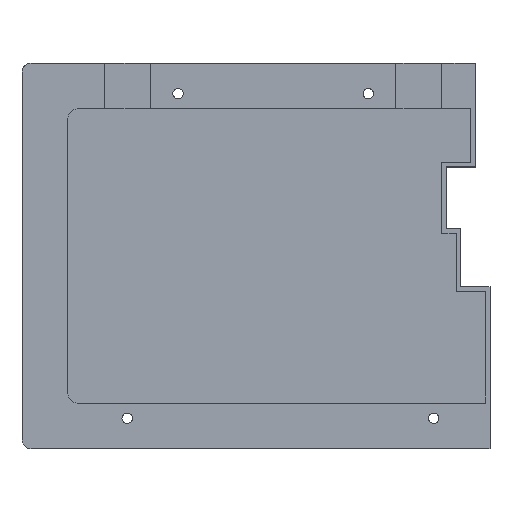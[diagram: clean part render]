
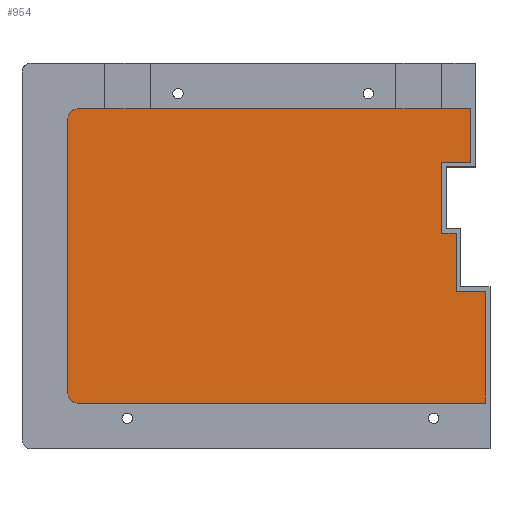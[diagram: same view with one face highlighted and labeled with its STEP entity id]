
A CAD part, top view. The second image highlights one B-rep face of the part: STEP entity #954.
In plain terms, the highlighted planar face has unit normal (0, 0, 1).
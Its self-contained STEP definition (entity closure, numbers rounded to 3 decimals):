
#77=CIRCLE('',#1051,3.);
#78=CIRCLE('',#1052,3.);
#108=FACE_OUTER_BOUND('',#170,.T.);
#170=EDGE_LOOP('',(#755,#756,#757,#758,#759,#760,#761,#762,#763,#764,#765,
#766));
#262=LINE('',#1539,#362);
#263=LINE('',#1541,#363);
#264=LINE('',#1543,#364);
#265=LINE('',#1545,#365);
#266=LINE('',#1547,#366);
#267=LINE('',#1549,#367);
#268=LINE('',#1551,#368);
#269=LINE('',#1553,#369);
#270=LINE('',#1555,#370);
#271=LINE('',#1559,#371);
#362=VECTOR('',#1256,10.);
#363=VECTOR('',#1257,10.);
#364=VECTOR('',#1258,10.);
#365=VECTOR('',#1259,10.);
#366=VECTOR('',#1260,10.);
#367=VECTOR('',#1261,10.);
#368=VECTOR('',#1262,10.);
#369=VECTOR('',#1263,10.);
#370=VECTOR('',#1264,10.);
#371=VECTOR('',#1267,10.);
#469=VERTEX_POINT('',#1537);
#470=VERTEX_POINT('',#1538);
#471=VERTEX_POINT('',#1540);
#472=VERTEX_POINT('',#1542);
#473=VERTEX_POINT('',#1544);
#474=VERTEX_POINT('',#1546);
#475=VERTEX_POINT('',#1548);
#476=VERTEX_POINT('',#1550);
#477=VERTEX_POINT('',#1552);
#478=VERTEX_POINT('',#1554);
#479=VERTEX_POINT('',#1556);
#480=VERTEX_POINT('',#1558);
#578=EDGE_CURVE('',#469,#470,#262,.T.);
#579=EDGE_CURVE('',#470,#471,#263,.T.);
#580=EDGE_CURVE('',#471,#472,#264,.T.);
#581=EDGE_CURVE('',#472,#473,#265,.T.);
#582=EDGE_CURVE('',#473,#474,#266,.T.);
#583=EDGE_CURVE('',#474,#475,#267,.T.);
#584=EDGE_CURVE('',#475,#476,#268,.T.);
#585=EDGE_CURVE('',#476,#477,#269,.T.);
#586=EDGE_CURVE('',#477,#478,#270,.T.);
#587=EDGE_CURVE('',#478,#479,#77,.T.);
#588=EDGE_CURVE('',#479,#480,#271,.T.);
#589=EDGE_CURVE('',#480,#469,#78,.T.);
#755=ORIENTED_EDGE('',*,*,#578,.T.);
#756=ORIENTED_EDGE('',*,*,#579,.T.);
#757=ORIENTED_EDGE('',*,*,#580,.T.);
#758=ORIENTED_EDGE('',*,*,#581,.T.);
#759=ORIENTED_EDGE('',*,*,#582,.T.);
#760=ORIENTED_EDGE('',*,*,#583,.T.);
#761=ORIENTED_EDGE('',*,*,#584,.T.);
#762=ORIENTED_EDGE('',*,*,#585,.T.);
#763=ORIENTED_EDGE('',*,*,#586,.T.);
#764=ORIENTED_EDGE('',*,*,#587,.T.);
#765=ORIENTED_EDGE('',*,*,#588,.T.);
#766=ORIENTED_EDGE('',*,*,#589,.T.);
#904=PLANE('',#1050);
#954=ADVANCED_FACE('',(#108),#904,.T.);
#1050=AXIS2_PLACEMENT_3D('',#1536,#1254,#1255);
#1051=AXIS2_PLACEMENT_3D('',#1557,#1265,#1266);
#1052=AXIS2_PLACEMENT_3D('',#1560,#1268,#1269);
#1254=DIRECTION('center_axis',(0.,0.,1.));
#1255=DIRECTION('ref_axis',(1.,0.,0.));
#1256=DIRECTION('',(1.,0.,0.));
#1257=DIRECTION('',(0.,1.,0.));
#1258=DIRECTION('',(-1.,0.,0.));
#1259=DIRECTION('',(0.,1.,0.));
#1260=DIRECTION('',(-1.,0.,0.));
#1261=DIRECTION('',(0.,1.,0.));
#1262=DIRECTION('',(1.,0.,0.));
#1263=DIRECTION('',(0.,1.,0.));
#1264=DIRECTION('',(-1.,0.,0.));
#1265=DIRECTION('center_axis',(0.,0.,1.));
#1266=DIRECTION('ref_axis',(0.,1.,0.));
#1267=DIRECTION('',(0.,-1.,0.));
#1268=DIRECTION('center_axis',(0.,0.,1.));
#1269=DIRECTION('ref_axis',(-1.,0.,0.));
#1536=CARTESIAN_POINT('Origin',(61.056,-47.625,-9.5));
#1537=CARTESIAN_POINT('',(2.525,-95.725,-9.5));
#1538=CARTESIAN_POINT('',(136.088,-95.725,-9.5));
#1539=CARTESIAN_POINT('',(2.525,-95.725,-9.5));
#1540=CARTESIAN_POINT('',(136.088,-59.175,-9.5));
#1541=CARTESIAN_POINT('',(136.088,-95.725,-9.5));
#1542=CARTESIAN_POINT('',(126.563,-59.175,-9.5));
#1543=CARTESIAN_POINT('',(136.088,-59.175,-9.5));
#1544=CARTESIAN_POINT('',(126.563,-40.125,-9.5));
#1545=CARTESIAN_POINT('',(126.563,-59.175,-9.5));
#1546=CARTESIAN_POINT('',(121.8,-40.125,-9.5));
#1547=CARTESIAN_POINT('',(126.563,-40.125,-9.5));
#1548=CARTESIAN_POINT('',(121.8,-17.025,-9.5));
#1549=CARTESIAN_POINT('',(121.8,-40.125,-9.5));
#1550=CARTESIAN_POINT('',(131.325,-17.025,-9.5));
#1551=CARTESIAN_POINT('',(121.8,-17.025,-9.5));
#1552=CARTESIAN_POINT('',(131.325,0.475,-9.5));
#1553=CARTESIAN_POINT('',(131.325,-17.025,-9.5));
#1554=CARTESIAN_POINT('',(2.525,0.475,-9.5));
#1555=CARTESIAN_POINT('',(132.825,0.475,-9.5));
#1556=CARTESIAN_POINT('',(-0.475,-2.525,-9.5));
#1557=CARTESIAN_POINT('Origin',(2.525,-2.525,-9.5));
#1558=CARTESIAN_POINT('',(-0.475,-92.725,-9.5));
#1559=CARTESIAN_POINT('',(-0.475,-2.525,-9.5));
#1560=CARTESIAN_POINT('Origin',(2.525,-92.725,-9.5));
